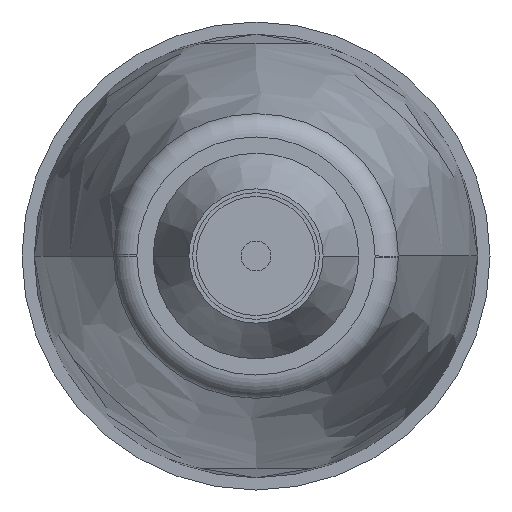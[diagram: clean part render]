
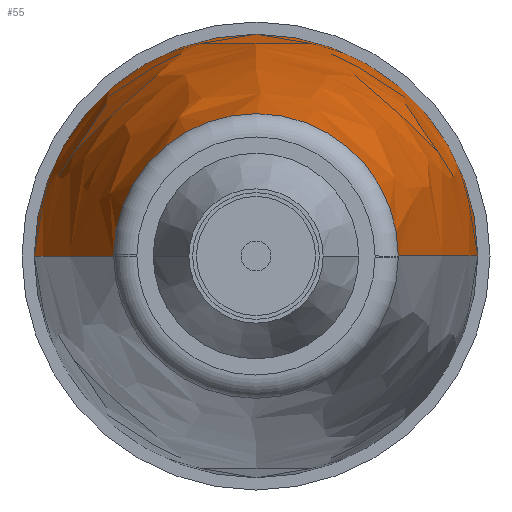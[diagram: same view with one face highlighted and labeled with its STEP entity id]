
A CAD part, left-side view. The second image highlights one B-rep face of the part: STEP entity #55.
In plain terms, the highlighted free-form (B-spline) face has degree [3, 3] with [7, 4] control points.
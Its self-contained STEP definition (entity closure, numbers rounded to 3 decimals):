
#55=ADVANCED_FACE('',(#167),#168,.T.);
#167=FACE_OUTER_BOUND('',#387,.T.);
#168=(B_SPLINE_SURFACE(3,3,((#389,#390,#391,#392),(#393,#394,#395,#396),(#397,#398,#399,#400),(#401,#402,#403,#404),(#405,#406,#407,#408),(#409,#410,#411,#412),(#413,#414,#415,#416)),.UNSPECIFIED.,.F.,.F.,.F.)B_SPLINE_SURFACE_WITH_KNOTS((4,3,4),(4,4),(0.011,1.0,1.989),(0.0,1.0),.UNSPECIFIED.)RATIONAL_B_SPLINE_SURFACE(((1.183,1.178,1.178,1.183),(0.941,0.937,0.937,0.941),(0.943,0.939,0.939,0.943),(1.191,1.186,1.186,1.191),(0.943,0.939,0.939,0.943),(0.941,0.937,0.937,0.941),(1.183,1.178,1.178,1.183)))BOUNDED_SURFACE()REPRESENTATION_ITEM('')GEOMETRIC_REPRESENTATION_ITEM()SURFACE());
#387=EDGE_LOOP('',(#957,#958,#959,#960,#961));
#389=CARTESIAN_POINT('',(-24.157,4.602,-0.214));
#390=CARTESIAN_POINT('',(-16.068,6.454,-0.3));
#391=CARTESIAN_POINT('',(-7.821,7.368,-0.342));
#392=CARTESIAN_POINT('',(0.478,7.332,-0.34));
#393=CARTESIAN_POINT('',(-24.157,4.732,2.586));
#394=CARTESIAN_POINT('',(-16.068,6.637,3.628));
#395=CARTESIAN_POINT('',(-7.821,7.576,4.141));
#396=CARTESIAN_POINT('',(0.478,7.539,4.121));
#397=CARTESIAN_POINT('',(-24.157,2.795,4.607));
#398=CARTESIAN_POINT('',(-16.068,3.92,6.461));
#399=CARTESIAN_POINT('',(-7.821,4.475,7.376));
#400=CARTESIAN_POINT('',(0.478,4.453,7.34));
#401=CARTESIAN_POINT('',(-24.157,0.0,4.607));
#402=CARTESIAN_POINT('',(-16.068,0.0,6.461));
#403=CARTESIAN_POINT('',(-7.821,0.0,7.376));
#404=CARTESIAN_POINT('',(0.478,0.0,7.34));
#405=CARTESIAN_POINT('',(-24.157,-2.795,4.607));
#406=CARTESIAN_POINT('',(-16.068,-3.92,6.461));
#407=CARTESIAN_POINT('',(-7.821,-4.475,7.376));
#408=CARTESIAN_POINT('',(0.478,-4.453,7.34));
#409=CARTESIAN_POINT('',(-24.157,-4.732,2.586));
#410=CARTESIAN_POINT('',(-16.068,-6.637,3.628));
#411=CARTESIAN_POINT('',(-7.821,-7.576,4.141));
#412=CARTESIAN_POINT('',(0.478,-7.539,4.121));
#413=CARTESIAN_POINT('',(-24.157,-4.602,-0.214));
#414=CARTESIAN_POINT('',(-16.068,-6.454,-0.3));
#415=CARTESIAN_POINT('',(-7.821,-7.368,-0.342));
#416=CARTESIAN_POINT('',(0.478,-7.332,-0.34));
#957=ORIENTED_EDGE('',*,*,#1676,.F.);
#958=ORIENTED_EDGE('',*,*,#1677,.F.);
#959=ORIENTED_EDGE('',*,*,#1678,.T.);
#960=ORIENTED_EDGE('',*,*,#1663,.F.);
#961=ORIENTED_EDGE('',*,*,#1675,.F.);
#1663=EDGE_CURVE('',#1903,#1906,#1907,.T.);
#1675=EDGE_CURVE('',#1914,#1903,#1926,.T.);
#1676=EDGE_CURVE('',#1927,#1914,#1928,.T.);
#1677=EDGE_CURVE('',#1929,#1927,#1930,.T.);
#1678=EDGE_CURVE('',#1929,#1906,#1931,.T.);
#1903=VERTEX_POINT('',#2280);
#1906=VERTEX_POINT('',#2283);
#1907=CIRCLE('',#2284,4.712);
#1914=VERTEX_POINT('',#2291);
#1926=CIRCLE('',#2303,4.712);
#1927=VERTEX_POINT('',#2304);
#1928=CIRCLE('',#2305,108.093);
#1929=VERTEX_POINT('',#2306);
#1930=CIRCLE('',#2307,7.341);
#1931=CIRCLE('',#2308,108.093);
#2280=CARTESIAN_POINT('',(-23.691,4.712,0.052));
#2283=CARTESIAN_POINT('',(-23.691,4.712,0.0));
#2284=AXIS2_PLACEMENT_3D('',#3196,#3197,#3198);
#2291=CARTESIAN_POINT('',(-23.691,-4.712,0.0));
#2303=AXIS2_PLACEMENT_3D('',#3232,#3233,#3234);
#2304=CARTESIAN_POINT('',(0.0,-7.341,0.0));
#2305=AXIS2_PLACEMENT_3D('',#3235,#3236,#3237);
#2306=CARTESIAN_POINT('',(0.0,7.341,0.0));
#2307=AXIS2_PLACEMENT_3D('',#3238,#3239,#3240);
#2308=AXIS2_PLACEMENT_3D('',#3241,#3242,#3243);
#3196=CARTESIAN_POINT('',(-23.691,0.0,0.0));
#3197=DIRECTION('',(-1.0,0.0,0.0));
#3198=DIRECTION('',(0.0,-1.0,0.0));
#3232=CARTESIAN_POINT('',(-23.691,0.0,0.0));
#3233=DIRECTION('',(-1.0,0.0,0.0));
#3234=DIRECTION('',(0.0,-1.0,0.0));
#3235=CARTESIAN_POINT('',(0.0,100.753,0.));
#3236=DIRECTION('',(0.0,0.0,-1.0));
#3237=DIRECTION('',(0.0,-1.0,0.0));
#3238=CARTESIAN_POINT('',(0.0,0.0,0.0));
#3239=DIRECTION('',(1.0,0.0,0.0));
#3240=DIRECTION('',(0.0,1.0,0.0));
#3241=CARTESIAN_POINT('',(0.0,-100.753,0.));
#3242=DIRECTION('',(0.0,-0.0,1.0));
#3243=DIRECTION('',(0.0,1.0,0.0));
